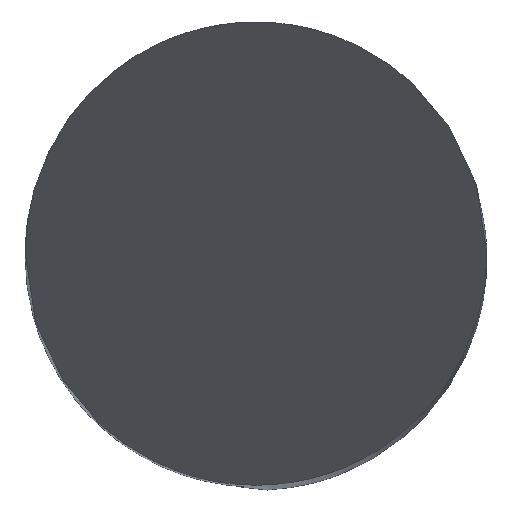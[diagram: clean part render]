
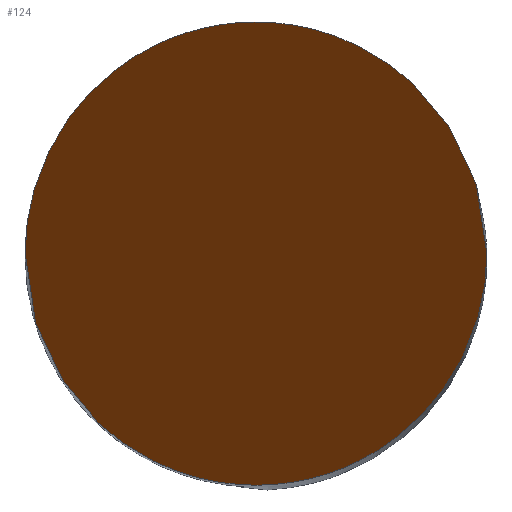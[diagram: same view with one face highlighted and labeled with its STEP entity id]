
A CAD part, top view. The second image highlights one B-rep face of the part: STEP entity #124.
In plain terms, the highlighted planar face has unit normal (0, -0.866, 0.5).
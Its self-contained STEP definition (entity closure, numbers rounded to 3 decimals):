
#52=PLANE('',#537);
#124=ADVANCED_FACE('',(#153),#52,.T.);
#153=FACE_OUTER_BOUND('',#180,.T.);
#180=EDGE_LOOP('',(#283,#284));
#283=ORIENTED_EDGE('',*,*,#441,.T.);
#284=ORIENTED_EDGE('',*,*,#405,.T.);
#361=VERTEX_POINT('',#701);
#362=VERTEX_POINT('',#702);
#405=EDGE_CURVE('',#361,#362,#485,.T.);
#441=EDGE_CURVE('',#362,#361,#491,.T.);
#485=(
BOUNDED_CURVE()
B_SPLINE_CURVE(3,(#697,#698,#699,#700),.UNSPECIFIED.,.F.,.F.)
B_SPLINE_CURVE_WITH_KNOTS((4,4),(0.,1.),.UNSPECIFIED.)
CURVE()
GEOMETRIC_REPRESENTATION_ITEM()
RATIONAL_B_SPLINE_CURVE((1.,0.333,0.333,1.))
REPRESENTATION_ITEM('')
);
#491=(
BOUNDED_CURVE()
B_SPLINE_CURVE(3,(#907,#908,#909,#910),.UNSPECIFIED.,.F.,.F.)
B_SPLINE_CURVE_WITH_KNOTS((4,4),(0.,1.),.UNSPECIFIED.)
CURVE()
GEOMETRIC_REPRESENTATION_ITEM()
RATIONAL_B_SPLINE_CURVE((1.,0.333,0.333,1.))
REPRESENTATION_ITEM('')
);
#537=AXIS2_PLACEMENT_3D('',#986,#596,#597);
#596=DIRECTION('',(0.,-0.866,0.5));
#597=DIRECTION('',(0.,-0.5,-0.866));
#697=CARTESIAN_POINT('',(3.5,0.,0.));
#698=CARTESIAN_POINT('',(3.5,7.,12.124));
#699=CARTESIAN_POINT('',(-3.5,7.,12.124));
#700=CARTESIAN_POINT('',(-3.5,0.,0.));
#701=CARTESIAN_POINT('',(3.5,0.,0.));
#702=CARTESIAN_POINT('',(-3.5,0.,0.));
#907=CARTESIAN_POINT('',(-3.5,0.,0.));
#908=CARTESIAN_POINT('',(-3.5,-7.,-12.124));
#909=CARTESIAN_POINT('',(3.5,-7.,-12.124));
#910=CARTESIAN_POINT('',(3.5,0.,0.));
#986=CARTESIAN_POINT('',(-78.31,3.5,6.062));
